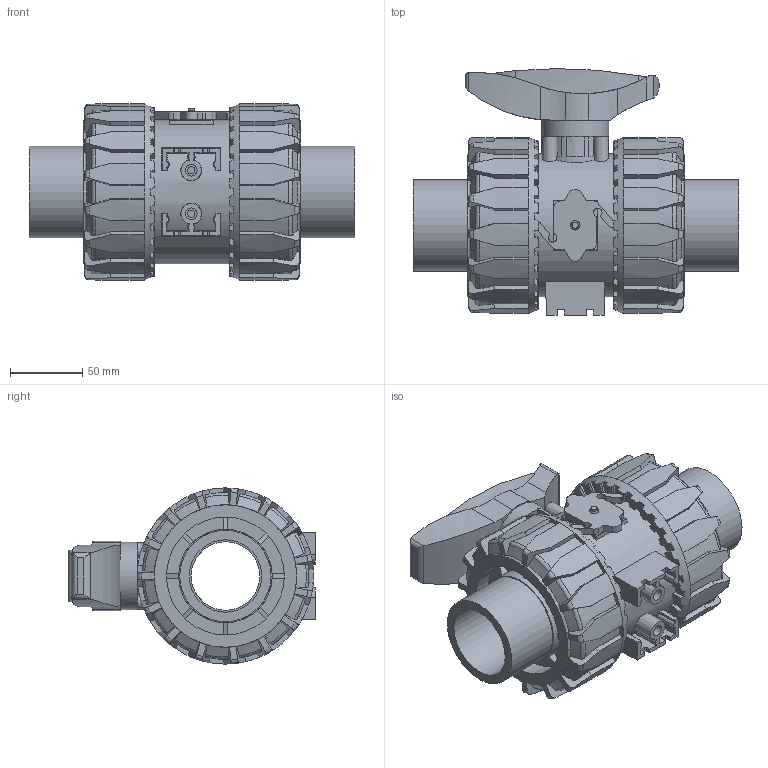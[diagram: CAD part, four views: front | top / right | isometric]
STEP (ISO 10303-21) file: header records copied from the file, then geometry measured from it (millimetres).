
FILE_DESCRIPTION(/* description */ (''),/* implementation_level */ '2;1');
FILE_NAME(/* name */ 'VKDDV063E.iam.stp',/* time_stamp */ '2013-10-01T10:34:29+02:00',/* author */ ('FBRUSA'),/* organization */ (''),/* preprocessor_version */ 'ST-DEVELOPER v15.2',/* originating_system */ 'Autodesk Inventor 2014',/* authorisation */ '');
FILE_SCHEMA (('AUTOMOTIVE_DESIGN { 1 0 10303 214 3 1 1 }'));
Length unit declared in the file: millimetre
Products named in the file (6): cassa VKD_63; Arpione 63; NTVKD063V; ENDDV063; 1MNC063; VKDDV063E
Bounding box: 224.6 x 170.14 x 121.5 mm (x, y, z)
Volume: 1376781.3 mm3; surface area: 258240.6 mm2
Topology: 7 solids, 7 shells, 990 faces, 2791 edges, 1840 vertices
Faces by surface type: plane 703, cylinder 161, cone 66, torus 60
Full cylindrical faces by diameter (mm): 3.5 x4, 4.2 x4, 4.3 x1, 5 x3, 6.612 x1, 6.9 x1, 8 x2, 46.476 x1, 47.3 x1, 50 x2, 63 x2, 64.5 x2, 75 x1, 81.3 x2, 90.1 x2, 98.3 x2, 99 x1, 99.3 x2, 101.3 x2
Entity records: 21324 total; most frequent: CARTESIAN_POINT 5228, ORIENTED_EDGE 3426, DIRECTION 3369, EDGE_CURVE 1713, AXIS2_PLACEMENT_3D 1301, VERTEX_POINT 1151, LINE 767, VECTOR 767
